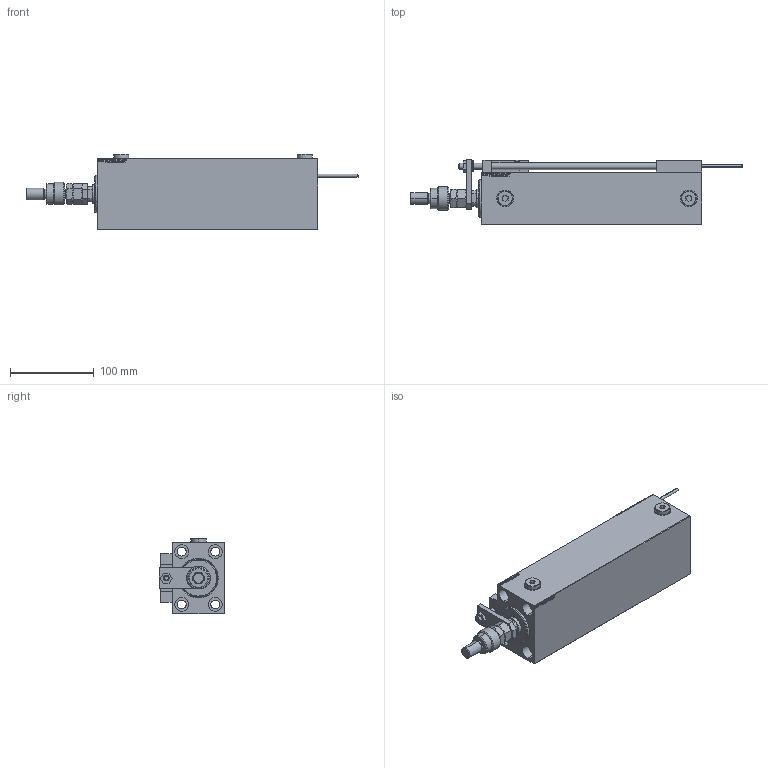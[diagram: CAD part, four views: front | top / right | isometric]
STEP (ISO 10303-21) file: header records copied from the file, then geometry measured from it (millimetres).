
FILE_DESCRIPTION (( 'STEP AP203' ), '1' );
FILE_NAME ('d8c4.STEP', '2024-02-13T00:52:27', ( '' ), ( '' ), 'SwSTEP 2.0', 'SolidWorks 2019', '' );
FILE_SCHEMA (( 'CONFIG_CONTROL_DESIGN' ));
Length unit declared in the file: millimetre
Products named in the file (19): V450CM_VC_B 465369dd023d815936c51f6c63276d8c; KONCOVKA 465369dd023d815936c51f6c63276d8c; SWITCH DIM B,W 465369dd023d815936c51f6c63276d8c; ALLEN BOLT D8 465369dd023d815936c51f6c63276d8c; V450CM_C_VCP 465369dd023d815936c51f6c63276d8c; Zatka_OIL_PORT 465369dd023d815936c51f6c63276d8c; V450CM_C_Body 465369dd023d815936c51f6c63276d8c; ALLEN BOLT D5 465369dd023d815936c51f6c63276d8c; MFA 465369dd023d815936c51f6c63276d8c; MAGNET 465369dd023d815936c51f6c63276d8c; SWITCH X 465369dd023d815936c51f6c63276d8c; Block 465369dd023d815936c51f6c63276d8c; X_Y_DFA 465369dd023d815936c51f6c63276d8c; SWITCH_X_FRONT_BACK 465369dd023d815936c51f6c63276d8c; NUT_D12 465369dd023d815936c51f6c63276d8c; ZARAZKA 465369dd023d815936c51f6c63276d8c; FEMALE_PART_FOR_DFA 465369dd023d815936c51f6c63276d8c; d8c4; TYC_L79 465369dd023d815936c51f6c63276d8c
Assembly tree (29 placements, depth 3):
  d8c4
    V450CM_C_Body 465369dd023d815936c51f6c63276d8c
    SWITCH X 465369dd023d815936c51f6c63276d8c
      SWITCH_X_FRONT_BACK 465369dd023d815936c51f6c63276d8c  x2
      TYC_L79 465369dd023d815936c51f6c63276d8c
      Block 465369dd023d815936c51f6c63276d8c  x2
      ALLEN BOLT D5 465369dd023d815936c51f6c63276d8c  x4
      ALLEN BOLT D8 465369dd023d815936c51f6c63276d8c  x4
      MAGNET 465369dd023d815936c51f6c63276d8c  x2
      KONCOVKA 465369dd023d815936c51f6c63276d8c  x2
    NUT_D12 465369dd023d815936c51f6c63276d8c
    SWITCH DIM B,W 465369dd023d815936c51f6c63276d8c
    ZARAZKA 465369dd023d815936c51f6c63276d8c
    V450CM_C_VCP 465369dd023d815936c51f6c63276d8c
    V450CM_VC_B 465369dd023d815936c51f6c63276d8c
    X_Y_DFA 465369dd023d815936c51f6c63276d8c
      FEMALE_PART_FOR_DFA 465369dd023d815936c51f6c63276d8c
      MFA 465369dd023d815936c51f6c63276d8c
    Zatka_OIL_PORT 465369dd023d815936c51f6c63276d8c  x2
Bounding box: 396 x 78.5 x 89.9 mm (x, y, z)
Volume: 1209582.3 mm3; surface area: 225927.4 mm2
Topology: 27 solids, 27 shells, 1421 faces, 3370 edges, 2139 vertices
Faces by surface type: plane 622, bspline 380, cylinder 217, cone 150, torus 48, sphere 4
Entity records: 54317 total; most frequent: CARTESIAN_POINT 27012, ORIENTED_EDGE 5680, DIRECTION 4010, EDGE_CURVE 2840, VERTEX_POINT 1839, LINE 1592, VECTOR 1592, EDGE_LOOP 1323
